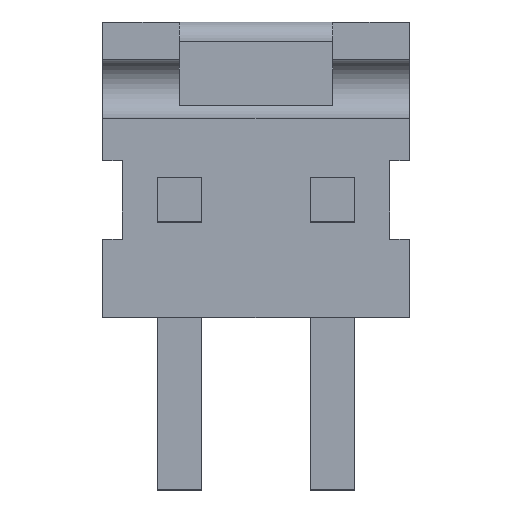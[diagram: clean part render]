
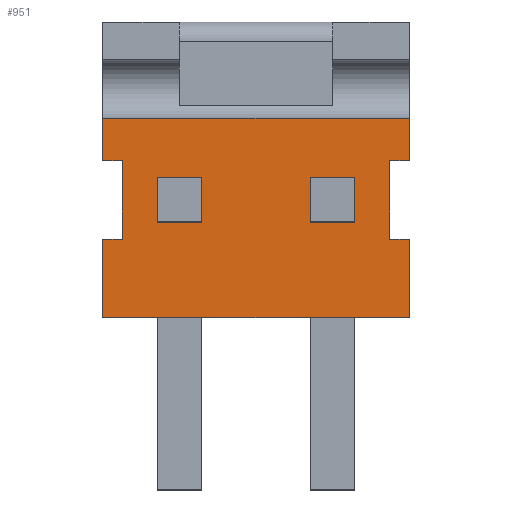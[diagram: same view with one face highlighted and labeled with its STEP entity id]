
A CAD part, top view. The second image highlights one B-rep face of the part: STEP entity #951.
In plain terms, the highlighted planar face has unit normal (0, 0, 1).
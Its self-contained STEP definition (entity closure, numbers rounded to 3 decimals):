
#72=DIRECTION('',(1.,0.,0.));
#73=VECTOR('',#72,7.925);
#74=CARTESIAN_POINT('',(-3.963,2.108,0.));
#75=LINE('',#74,#73);
#76=DIRECTION('',(0.,1.,0.));
#77=VECTOR('',#76,1.092);
#78=CARTESIAN_POINT('',(3.963,1.016,0.));
#79=LINE('',#78,#77);
#80=DIRECTION('',(1.,0.,0.));
#81=VECTOR('',#80,0.508);
#82=CARTESIAN_POINT('',(3.455,1.016,0.));
#83=LINE('',#82,#81);
#84=DIRECTION('',(0.,1.,0.));
#85=VECTOR('',#84,2.032);
#86=CARTESIAN_POINT('',(3.455,-1.016,0.));
#87=LINE('',#86,#85);
#88=DIRECTION('',(-1.,0.,0.));
#89=VECTOR('',#88,0.508);
#90=CARTESIAN_POINT('',(3.963,-1.016,0.));
#91=LINE('',#90,#89);
#92=DIRECTION('',(0.,1.,0.));
#93=VECTOR('',#92,2.019);
#94=CARTESIAN_POINT('',(3.963,-3.035,0.));
#95=LINE('',#94,#93);
#96=DIRECTION('',(1.,0.,0.));
#97=VECTOR('',#96,7.925);
#98=CARTESIAN_POINT('',(-3.963,-3.035,0.));
#99=LINE('',#98,#97);
#100=DIRECTION('',(0.,-1.,0.));
#101=VECTOR('',#100,2.019);
#102=CARTESIAN_POINT('',(-3.963,-1.016,0.));
#103=LINE('',#102,#101);
#104=DIRECTION('',(-1.,0.,0.));
#105=VECTOR('',#104,0.508);
#106=CARTESIAN_POINT('',(-3.455,-1.016,0.));
#107=LINE('',#106,#105);
#108=DIRECTION('',(0.,-1.,0.));
#109=VECTOR('',#108,2.032);
#110=CARTESIAN_POINT('',(-3.455,1.016,0.));
#111=LINE('',#110,#109);
#112=DIRECTION('',(1.,0.,0.));
#113=VECTOR('',#112,0.508);
#114=CARTESIAN_POINT('',(-3.963,1.016,0.));
#115=LINE('',#114,#113);
#116=DIRECTION('',(0.,-1.,0.));
#117=VECTOR('',#116,1.092);
#118=CARTESIAN_POINT('',(-3.963,2.108,0.));
#119=LINE('',#118,#117);
#152=DIRECTION('',(-1.,0.,0.));
#153=VECTOR('',#152,1.143);
#154=CARTESIAN_POINT('',(2.553,-0.572,0.));
#155=LINE('',#154,#153);
#156=DIRECTION('',(0.,1.,0.));
#157=VECTOR('',#156,1.143);
#158=CARTESIAN_POINT('',(2.553,-0.572,0.));
#159=LINE('',#158,#157);
#160=DIRECTION('',(1.,0.,0.));
#161=VECTOR('',#160,1.143);
#162=CARTESIAN_POINT('',(1.41,0.572,0.));
#163=LINE('',#162,#161);
#164=DIRECTION('',(0.,1.,0.));
#165=VECTOR('',#164,1.143);
#166=CARTESIAN_POINT('',(1.41,-0.572,0.));
#167=LINE('',#166,#165);
#168=DIRECTION('',(-1.,0.,0.));
#169=VECTOR('',#168,1.143);
#170=CARTESIAN_POINT('',(-1.41,-0.572,0.));
#171=LINE('',#170,#169);
#172=DIRECTION('',(0.,1.,0.));
#173=VECTOR('',#172,1.143);
#174=CARTESIAN_POINT('',(-1.41,-0.572,0.));
#175=LINE('',#174,#173);
#176=DIRECTION('',(1.,0.,0.));
#177=VECTOR('',#176,1.143);
#178=CARTESIAN_POINT('',(-2.553,0.572,0.));
#179=LINE('',#178,#177);
#180=DIRECTION('',(0.,1.,0.));
#181=VECTOR('',#180,1.143);
#182=CARTESIAN_POINT('',(-2.553,-0.572,0.));
#183=LINE('',#182,#181);
#696=CARTESIAN_POINT('',(-3.963,-3.035,0.));
#697=CARTESIAN_POINT('',(3.963,-3.035,0.));
#698=VERTEX_POINT('',#696);
#699=VERTEX_POINT('',#697);
#704=CARTESIAN_POINT('',(3.963,-1.016,0.));
#705=VERTEX_POINT('',#704);
#706=CARTESIAN_POINT('',(3.455,-1.016,0.));
#707=VERTEX_POINT('',#706);
#708=CARTESIAN_POINT('',(3.455,1.016,0.));
#709=VERTEX_POINT('',#708);
#710=CARTESIAN_POINT('',(3.963,1.016,0.));
#711=VERTEX_POINT('',#710);
#730=CARTESIAN_POINT('',(-3.963,1.016,0.));
#731=CARTESIAN_POINT('',(-3.455,1.016,0.));
#732=VERTEX_POINT('',#730);
#733=VERTEX_POINT('',#731);
#734=CARTESIAN_POINT('',(-3.455,-1.016,0.));
#735=VERTEX_POINT('',#734);
#736=CARTESIAN_POINT('',(-3.963,-1.016,0.));
#737=VERTEX_POINT('',#736);
#820=CARTESIAN_POINT('',(2.553,-0.572,0.));
#821=CARTESIAN_POINT('',(1.41,-0.572,0.));
#822=VERTEX_POINT('',#820);
#823=VERTEX_POINT('',#821);
#824=CARTESIAN_POINT('',(1.41,0.572,0.));
#825=VERTEX_POINT('',#824);
#826=CARTESIAN_POINT('',(2.553,0.572,0.));
#827=VERTEX_POINT('',#826);
#868=CARTESIAN_POINT('',(-1.41,-0.572,0.));
#869=CARTESIAN_POINT('',(-2.553,-0.572,0.));
#870=VERTEX_POINT('',#868);
#871=VERTEX_POINT('',#869);
#872=CARTESIAN_POINT('',(-2.553,0.572,0.));
#873=VERTEX_POINT('',#872);
#874=CARTESIAN_POINT('',(-1.41,0.572,0.));
#875=VERTEX_POINT('',#874);
#884=CARTESIAN_POINT('',(-3.963,2.108,0.));
#885=CARTESIAN_POINT('',(3.963,2.108,0.));
#886=VERTEX_POINT('',#884);
#887=VERTEX_POINT('',#885);
#900=CARTESIAN_POINT('',(0.,0.,0.));
#901=DIRECTION('',(0.,0.,1.));
#902=DIRECTION('',(1.,0.,0.));
#903=AXIS2_PLACEMENT_3D('',#900,#901,#902);
#904=PLANE('',#903);
#906=ORIENTED_EDGE('',*,*,#905,.T.);
#908=ORIENTED_EDGE('',*,*,#907,.F.);
#910=ORIENTED_EDGE('',*,*,#909,.F.);
#912=ORIENTED_EDGE('',*,*,#911,.F.);
#914=ORIENTED_EDGE('',*,*,#913,.F.);
#916=ORIENTED_EDGE('',*,*,#915,.F.);
#918=ORIENTED_EDGE('',*,*,#917,.F.);
#920=ORIENTED_EDGE('',*,*,#919,.F.);
#922=ORIENTED_EDGE('',*,*,#921,.F.);
#924=ORIENTED_EDGE('',*,*,#923,.F.);
#926=ORIENTED_EDGE('',*,*,#925,.F.);
#928=ORIENTED_EDGE('',*,*,#927,.F.);
#929=EDGE_LOOP('',(#906,#908,#910,#912,#914,#916,#918,#920,#922,#924,#926,
#928));
#930=FACE_OUTER_BOUND('',#929,.F.);
#932=ORIENTED_EDGE('',*,*,#931,.F.);
#934=ORIENTED_EDGE('',*,*,#933,.T.);
#936=ORIENTED_EDGE('',*,*,#935,.F.);
#938=ORIENTED_EDGE('',*,*,#937,.F.);
#939=EDGE_LOOP('',(#932,#934,#936,#938));
#940=FACE_BOUND('',#939,.F.);
#942=ORIENTED_EDGE('',*,*,#941,.F.);
#944=ORIENTED_EDGE('',*,*,#943,.T.);
#946=ORIENTED_EDGE('',*,*,#945,.F.);
#948=ORIENTED_EDGE('',*,*,#947,.F.);
#949=EDGE_LOOP('',(#942,#944,#946,#948));
#950=FACE_BOUND('',#949,.F.);
#951=ADVANCED_FACE('',(#930,#940,#950),#904,.T.);
#905=EDGE_CURVE('',#886,#887,#75,.T.);
#907=EDGE_CURVE('',#711,#887,#79,.T.);
#909=EDGE_CURVE('',#709,#711,#83,.T.);
#911=EDGE_CURVE('',#707,#709,#87,.T.);
#913=EDGE_CURVE('',#705,#707,#91,.T.);
#915=EDGE_CURVE('',#699,#705,#95,.T.);
#917=EDGE_CURVE('',#698,#699,#99,.T.);
#919=EDGE_CURVE('',#737,#698,#103,.T.);
#921=EDGE_CURVE('',#735,#737,#107,.T.);
#923=EDGE_CURVE('',#733,#735,#111,.T.);
#925=EDGE_CURVE('',#732,#733,#115,.T.);
#927=EDGE_CURVE('',#886,#732,#119,.T.);
#931=EDGE_CURVE('',#822,#823,#155,.T.);
#933=EDGE_CURVE('',#822,#827,#159,.T.);
#935=EDGE_CURVE('',#825,#827,#163,.T.);
#937=EDGE_CURVE('',#823,#825,#167,.T.);
#941=EDGE_CURVE('',#870,#871,#171,.T.);
#943=EDGE_CURVE('',#870,#875,#175,.T.);
#945=EDGE_CURVE('',#873,#875,#179,.T.);
#947=EDGE_CURVE('',#871,#873,#183,.T.);
